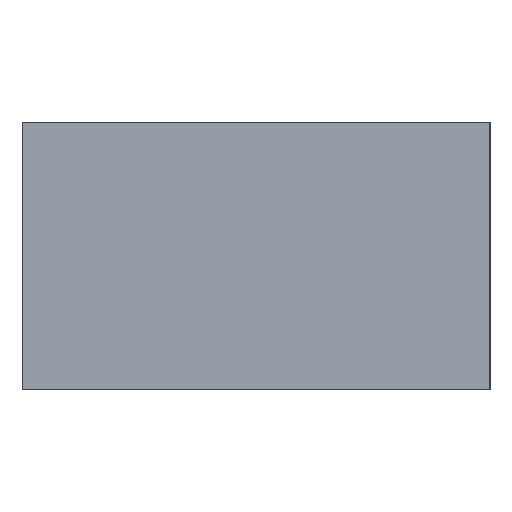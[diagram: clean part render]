
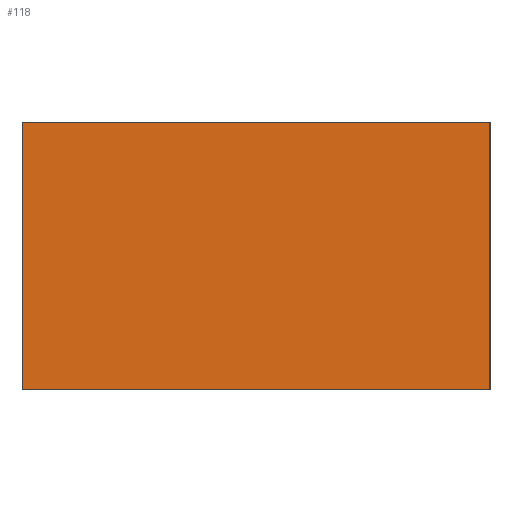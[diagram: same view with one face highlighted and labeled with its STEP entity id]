
A CAD part, left-side view. The second image highlights one B-rep face of the part: STEP entity #118.
In plain terms, the highlighted planar face has unit normal (-1, 0, 0).
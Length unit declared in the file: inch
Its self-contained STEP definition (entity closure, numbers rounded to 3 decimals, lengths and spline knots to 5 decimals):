
#118=ADVANCED_FACE('',(#144),#134,.F.);
#134=PLANE('',#365);
#144=FACE_OUTER_BOUND('',#154,.T.);
#154=EDGE_LOOP('',(#178,#179,#180,#181));
#178=ORIENTED_EDGE('',*,*,#276,.T.);
#179=ORIENTED_EDGE('',*,*,#277,.F.);
#180=ORIENTED_EDGE('',*,*,#278,.F.);
#181=ORIENTED_EDGE('',*,*,#279,.T.);
#250=VERTEX_POINT('',#473);
#251=VERTEX_POINT('',#474);
#252=VERTEX_POINT('',#476);
#253=VERTEX_POINT('',#478);
#276=EDGE_CURVE('',#250,#251,#312,.T.);
#277=EDGE_CURVE('',#252,#251,#313,.T.);
#278=EDGE_CURVE('',#253,#252,#314,.T.);
#279=EDGE_CURVE('',#253,#250,#315,.T.);
#312=LINE('',#472,#338);
#313=LINE('',#475,#339);
#314=LINE('',#477,#340);
#315=LINE('',#479,#341);
#338=VECTOR('',#393,1.);
#339=VECTOR('',#394,1.);
#340=VECTOR('',#395,1.);
#341=VECTOR('',#396,1.);
#365=AXIS2_PLACEMENT_3D('',#480,#397,#398);
#393=DIRECTION('',(0.,-1.,0.));
#394=DIRECTION('',(0.,0.,-1.));
#395=DIRECTION('',(0.,-1.,0.));
#396=DIRECTION('',(0.,0.,-1.));
#397=DIRECTION('',(1.,0.,0.));
#398=DIRECTION('',(0.,1.,0.));
#472=CARTESIAN_POINT('',(0.,1.75,0.));
#473=CARTESIAN_POINT('',(0.,1.75,0.));
#474=CARTESIAN_POINT('',(0.,0.,0.));
#475=CARTESIAN_POINT('',(0.,0.,1.));
#476=CARTESIAN_POINT('',(0.,0.,1.));
#477=CARTESIAN_POINT('',(0.,1.75,1.));
#478=CARTESIAN_POINT('',(0.,1.75,1.));
#479=CARTESIAN_POINT('',(0.,1.75,1.));
#480=CARTESIAN_POINT('',(0.,1.75,1.));
